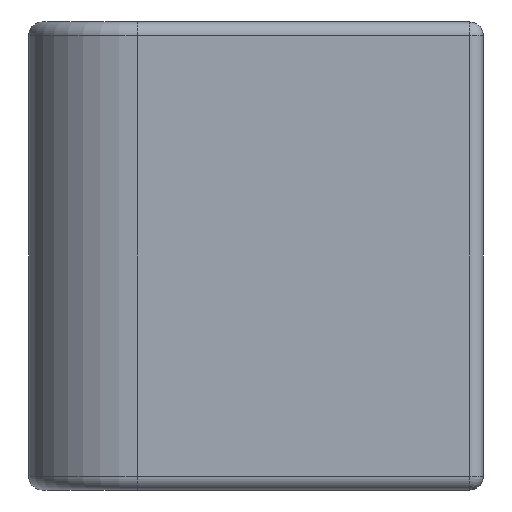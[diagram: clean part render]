
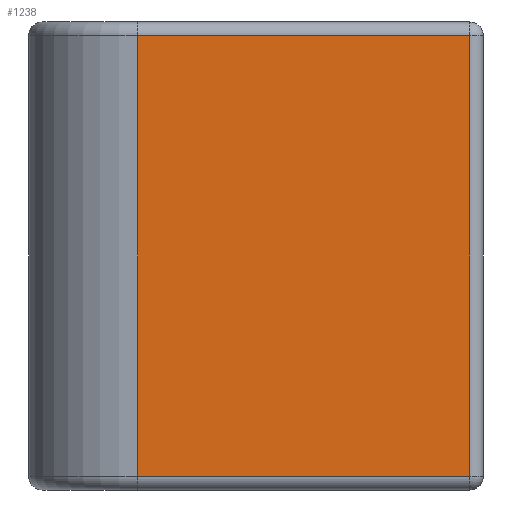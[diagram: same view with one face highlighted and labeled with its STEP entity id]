
A CAD part, left-side view. The second image highlights one B-rep face of the part: STEP entity #1238.
In plain terms, the highlighted planar face has unit normal (-1, 0, 0).
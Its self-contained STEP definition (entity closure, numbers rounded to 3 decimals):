
#257 = VERTEX_POINT('',#258);
#258 = CARTESIAN_POINT('',(-10.833,0.254,-4.115));
#410 = VERTEX_POINT('',#411);
#411 = CARTESIAN_POINT('',(-10.833,0.254,4.115));
#450 = EDGE_CURVE('',#410,#257,#451,.T.);
#451 = LINE('',#452,#453);
#452 = CARTESIAN_POINT('',(-10.833,0.254,0.));
#453 = VECTOR('',#454,1.);
#454 = DIRECTION('',(0.,0.,-1.));
#642 = VERTEX_POINT('',#643);
#643 = CARTESIAN_POINT('',(-10.833,6.454,4.115));
#683 = EDGE_CURVE('',#642,#410,#684,.T.);
#684 = LINE('',#685,#686);
#685 = CARTESIAN_POINT('',(-10.833,6.365,4.115));
#686 = VECTOR('',#687,1.);
#687 = DIRECTION('',(0.,-1.,0.));
#918 = VERTEX_POINT('',#919);
#919 = CARTESIAN_POINT('',(-10.833,6.454,-4.115));
#935 = EDGE_CURVE('',#257,#918,#936,.T.);
#936 = LINE('',#937,#938);
#937 = CARTESIAN_POINT('',(-10.833,6.365,-4.115));
#938 = VECTOR('',#939,1.);
#939 = DIRECTION('',(0.,1.,0.));
#1118 = EDGE_CURVE('',#918,#642,#1119,.T.);
#1119 = LINE('',#1120,#1121);
#1120 = CARTESIAN_POINT('',(-10.833,6.454,0.));
#1121 = VECTOR('',#1122,1.);
#1122 = DIRECTION('',(0.,0.,1.));
#1238 = ADVANCED_FACE('',(#1239),#1245,.T.);
#1239 = FACE_BOUND('',#1240,.T.);
#1240 = EDGE_LOOP('',(#1241,#1242,#1243,#1244));
#1241 = ORIENTED_EDGE('',*,*,#683,.F.);
#1242 = ORIENTED_EDGE('',*,*,#1118,.F.);
#1243 = ORIENTED_EDGE('',*,*,#935,.F.);
#1244 = ORIENTED_EDGE('',*,*,#450,.F.);
#1245 = PLANE('',#1246);
#1246 = AXIS2_PLACEMENT_3D('',#1247,#1248,#1249);
#1247 = CARTESIAN_POINT('',(-10.833,8.486,0.));
#1248 = DIRECTION('',(-1.,0.,0.));
#1249 = DIRECTION('',(0.,-1.,0.));
